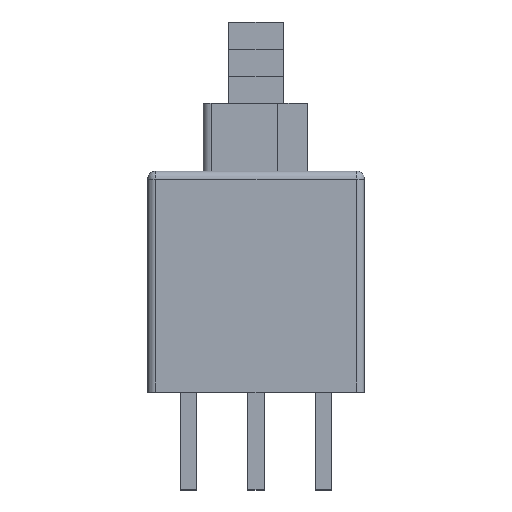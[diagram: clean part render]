
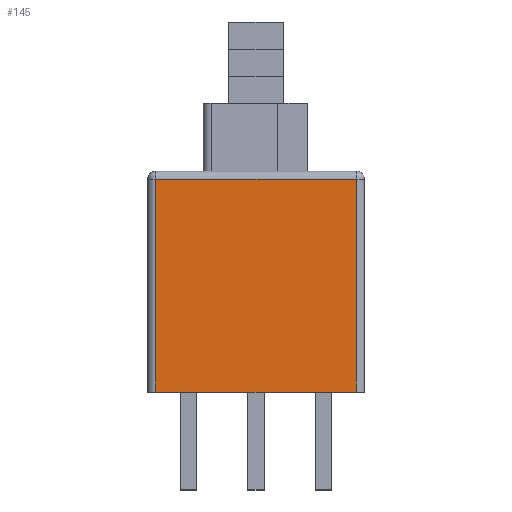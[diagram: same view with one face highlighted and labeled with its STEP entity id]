
A CAD part, top view. The second image highlights one B-rep face of the part: STEP entity #145.
In plain terms, the highlighted planar face has unit normal (0, 0, 1).
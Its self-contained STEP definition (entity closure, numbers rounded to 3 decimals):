
#145=ADVANCED_FACE('',(#858),#859,.T.);
#858=FACE_OUTER_BOUND('',#2060,.T.);
#859=PLANE('',#2061);
#2060=EDGE_LOOP('',(#4237,#4238,#4239,#4240));
#2061=AXIS2_PLACEMENT_3D('',#4241,#4242,#4243);
#4237=ORIENTED_EDGE('',*,*,#8718,.T.);
#4238=ORIENTED_EDGE('',*,*,#8070,.T.);
#4239=ORIENTED_EDGE('',*,*,#8649,.F.);
#4240=ORIENTED_EDGE('',*,*,#8645,.F.);
#4241=CARTESIAN_POINT('',(-4.0,0.0,4.0));
#4242=DIRECTION('',(0.0,0.0,1.0));
#4243=DIRECTION('',(1.0,0.0,0.0));
#8070=EDGE_CURVE('',#9726,#9724,#9727,.T.);
#8645=EDGE_CURVE('',#10820,#10822,#10823,.T.);
#8649=EDGE_CURVE('',#10822,#9724,#10828,.T.);
#8718=EDGE_CURVE('',#10820,#9726,#10938,.T.);
#9724=VERTEX_POINT('',#12448);
#9726=VERTEX_POINT('',#12450);
#9727=LINE('',#12451,#12452);
#10820=VERTEX_POINT('',#14105);
#10822=VERTEX_POINT('',#14107);
#10823=LINE('',#14108,#14109);
#10828=LINE('',#14114,#14115);
#10938=LINE('',#14287,#14288);
#12448=CARTESIAN_POINT('',(3.7,0.0,4.0));
#12450=CARTESIAN_POINT('',(-3.7,0.0,4.0));
#12451=CARTESIAN_POINT('',(-3.7,0.0,4.0));
#12452=VECTOR('',#16712,7.4);
#14105=CARTESIAN_POINT('',(-3.7,7.85,4.0));
#14107=CARTESIAN_POINT('',(3.7,7.85,4.0));
#14108=CARTESIAN_POINT('',(-3.7,7.85,4.0));
#14109=VECTOR('',#17315,7.4);
#14114=CARTESIAN_POINT('',(3.7,7.85,4.0));
#14115=VECTOR('',#17325,7.85);
#14287=CARTESIAN_POINT('',(-3.7,7.85,4.0));
#14288=VECTOR('',#17406,7.85);
#16712=DIRECTION('',(1.0,0.0,0.0));
#17315=DIRECTION('',(1.0,0.0,0.0));
#17325=DIRECTION('',(0.,-1.0,0.0));
#17406=DIRECTION('',(0.,-1.0,0.0));
